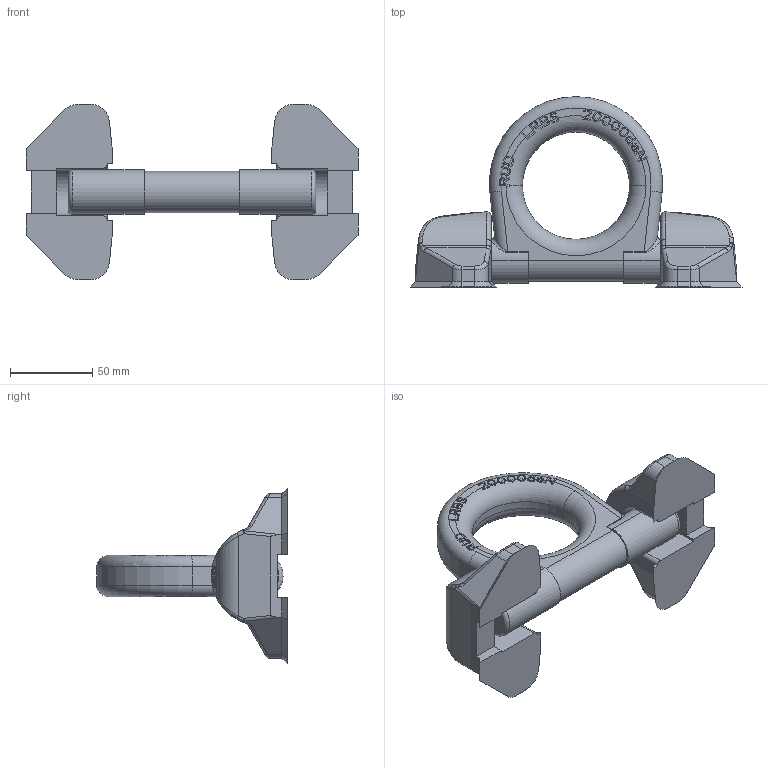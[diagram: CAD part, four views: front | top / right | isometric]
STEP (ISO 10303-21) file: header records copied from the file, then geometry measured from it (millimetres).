
FILE_DESCRIPTION((''),'2;1');
FILE_NAME('001-M32148-P-1_ASM','2005-09-21T',('jakubetz'),(''),'PRO/ENGINEER BY PARAMETRIC TECHNOLOGY CORPORATION, 2001400','PRO/ENGINEER BY PARAMETRIC TECHNOLOGY CORPORATION, 2001400','');
FILE_SCHEMA(('CONFIG_CONTROL_DESIGN'));
Length unit declared in the file: millimetre
Products named in the file (3): 001-M32148-P-2; 001-M32148-P-1; 001-M32148-P-1_ASM
Assembly tree (3 placements, depth 2):
  001-M32148-P-1_ASM
    001-M32148-P-2  x2
    001-M32148-P-1
Bounding box: 201.4 x 115.5 x 106.4 mm (x, y, z)
Volume: 381774.4 mm3; surface area: 63967.2 mm2
Topology: 3 solids, 3 shells, 1682 faces, 4741 edges, 3117 vertices
Faces by surface type: plane 1529, cylinder 62, bspline 42, torus 27, cone 12, sphere 10
Entity records: 37742 total; most frequent: CARTESIAN_POINT 8607, ORIENTED_EDGE 6476, DIRECTION 5313, EDGE_CURVE 3238, VECTOR 2779, LINE 2779, VERTEX_POINT 2133, AXIS2_PLACEMENT_3D 1267
